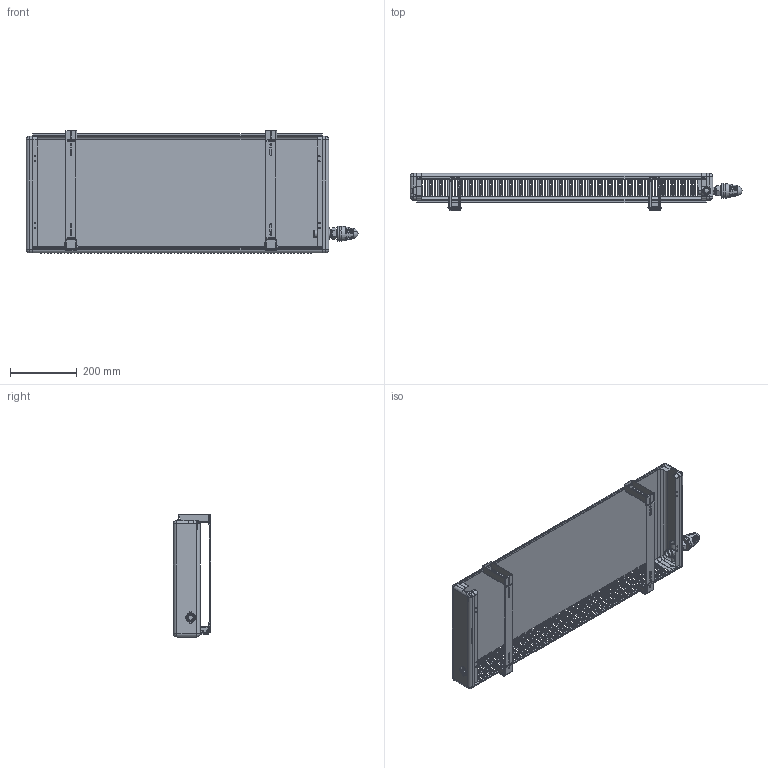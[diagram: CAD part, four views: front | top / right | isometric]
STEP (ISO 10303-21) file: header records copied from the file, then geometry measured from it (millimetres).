
FILE_DESCRIPTION((''),'2;1');
FILE_NAME('EKON_ASM','2020-09-04T',('okanashina'),('elara'),'CREO PARAMETRIC BY PTC INC, 2015080','CREO PARAMETRIC BY PTC INC, 2015080','');
FILE_SCHEMA(('AUTOMOTIVE_DESIGN { 1 0 10303 214 1 1 1 1 }'));
Products named in the file (12): ______________; ________________1; _____-18427; _____________________1; _____________________-2; __________________-21789; _______; _____-96987; ________-350-______; ________-350-_____; _____________1; EKON_ASM
Assembly tree (16 placements, depth 2):
  EKON_ASM
    ______________
    ________________1
    _____-18427  x2
    _____________________1  x2
    _____________________-2  x2
    __________________-21789  x2
    _______  x2
    _____-96987
    ________-350-______
    ________-350-_____
    _____________1
Bounding box: 996.68 x 111.5 x 368.3 mm (x, y, z)
Volume: 487419.9 mm3; surface area: 1095568.3 mm2
Topology: 8 solids, 18 shells, 2345 faces, 6278 edges, 3837 vertices
Faces by surface type: cylinder 802, plane 774, sphere 352, torus 342, extrusion 34, bspline 29, cone 12
Entity records: 78749 total; most frequent: CARTESIAN_POINT 19618, DIRECTION 11888, ORIENTED_EDGE 11305, EDGE_CURVE 5695, AXIS2_PLACEMENT_3D 4455, VERTEX_POINT 3494, VECTOR 2978, LINE 2944
